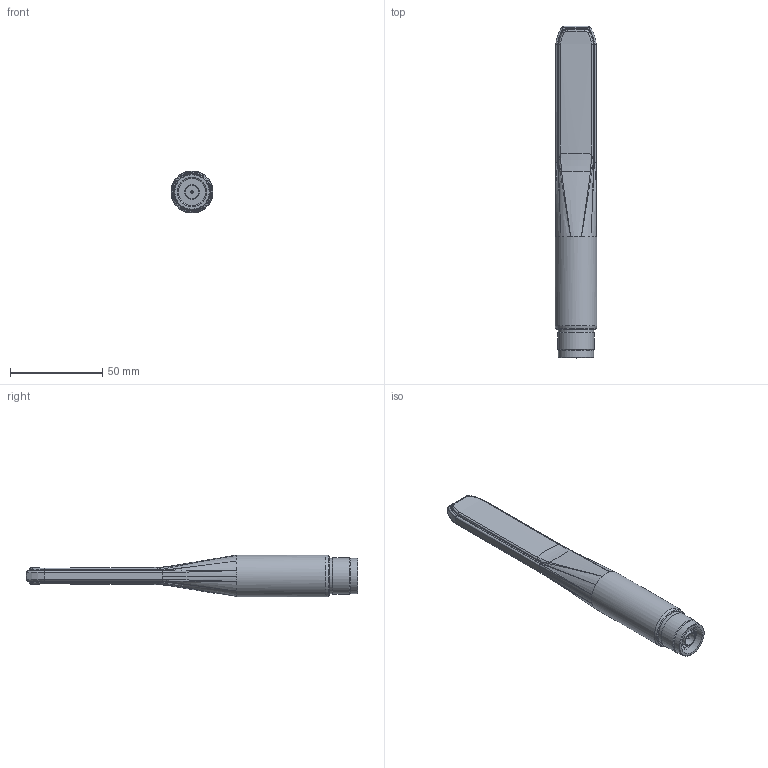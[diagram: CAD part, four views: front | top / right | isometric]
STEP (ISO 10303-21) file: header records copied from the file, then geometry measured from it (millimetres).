
FILE_DESCRIPTION (( 'STEP AP214' ), '1' );
FILE_NAME ('HG72703RDR-NM.STEP', '2018-01-18T17:26:01', ( '' ), ( '' ), 'SwSTEP 2.0', 'SolidWorks 2014', '' );
FILE_SCHEMA (( 'AUTOMOTIVE_DESIGN' ));
Length unit declared in the file: inch
Products named in the file (7): ANM-1406; HG72703RDR-NM_Shell; 618.stp; Assembly-1_Asm_2; OUTDOOTANTENNA; BOX; HG72703RDR-NM
Assembly tree (6 placements, depth 6):
  HG72703RDR-NM
    HG72703RDR-NM_Shell
      618.stp
        Assembly-1_Asm_2
          OUTDOOTANTENNA
            BOX
    ANM-1406
Bounding box: 22.7 x 179.5 x 22.7 mm (x, y, z)
Volume: 23117.4 mm3; surface area: 22598.4 mm2
Topology: 2 solids, 2 shells, 278 faces, 678 edges, 407 vertices
Faces by surface type: bspline 102, plane 78, cone 50, cylinder 44, torus 4
Full cylindrical faces by diameter (mm): 1.65 x1, 2.8 x1, 3.26 x1, 6.98 x1, 7.5 x1, 8 x1, 9.2 x3, 9.7 x2, 14 x1, 15.875 x1, 16.4 x1, 17.473 x1, 18.7 x1, 19.2 x2, 20 x1, 20.2 x1, 22.7 x1
Entity records: 50628 total; most frequent: CARTESIAN_POINT 45154, ORIENTED_EDGE 1228, DIRECTION 749, EDGE_CURVE 614, VERTEX_POINT 401, EDGE_LOOP 339, AXIS2_PLACEMENT_3D 320, B_SPLINE_CURVE_WITH_KNOTS 308
